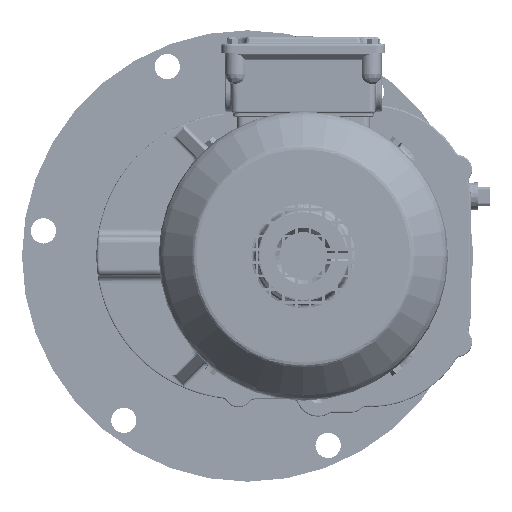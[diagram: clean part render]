
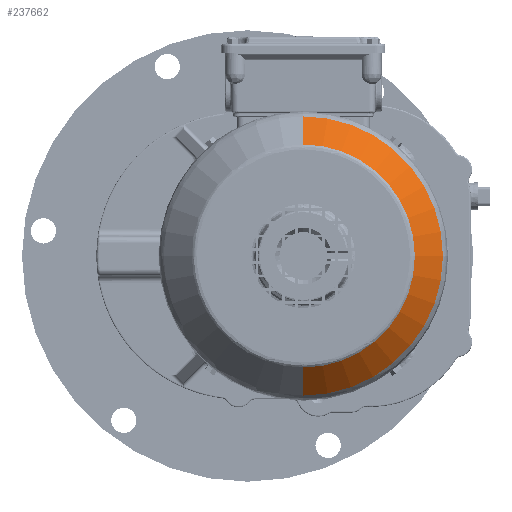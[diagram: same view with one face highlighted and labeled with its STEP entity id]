
A CAD part, left-side view. The second image highlights one B-rep face of the part: STEP entity #237662.
In plain terms, the highlighted conical face has half-angle 42 degrees and reference radius 105.147 mm.
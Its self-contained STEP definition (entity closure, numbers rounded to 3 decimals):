
#2402 = EDGE_CURVE ( 'NONE', #206914, #215948, #326423, .T. ) ;
#20095 = EDGE_CURVE ( 'NONE', #279650, #28426, #90454, .T. ) ;
#22323 = DIRECTION ( 'NONE',  ( 0., 0., -1. ) ) ;
#25636 = DIRECTION ( 'NONE',  ( 1., 0., 0. ) ) ;
#28426 = VERTEX_POINT ( 'NONE', #354093 ) ;
#32853 = CARTESIAN_POINT ( 'NONE',  ( -141.848, 0., 0. ) ) ;
#39161 = CARTESIAN_POINT ( 'NONE',  ( -141.848, 0., 0. ) ) ;
#46511 = ORIENTED_EDGE ( 'NONE', *, *, #299490, .F. ) ;
#53069 = CARTESIAN_POINT ( 'NONE',  ( -165.346, 0., 0. ) ) ;
#55490 = DIRECTION ( 'NONE',  ( 1., 0., 0. ) ) ;
#57753 = DIRECTION ( 'NONE',  ( 0., 1., 0. ) ) ;
#66789 = EDGE_CURVE ( 'NONE', #28426, #291648, #331602, .T. ) ;
#85230 = LINE ( 'NONE', #351100, #472226 ) ;
#90454 = CIRCLE ( 'NONE', #332185, 83.99 ) ;
#92019 = CARTESIAN_POINT ( 'NONE',  ( -141.848, 0., 0. ) ) ;
#100541 = DIRECTION ( 'NONE',  ( 1., 0., 0. ) ) ;
#108056 = ORIENTED_EDGE ( 'NONE', *, *, #230442, .T. ) ;
#117264 = CARTESIAN_POINT ( 'NONE',  ( -165.346, 0., 83.99 ) ) ;
#153896 = DIRECTION ( 'NONE',  ( 1., 0., 0. ) ) ;
#172762 = CARTESIAN_POINT ( 'NONE',  ( -165.346, 0., -83.99 ) ) ;
#190425 = LINE ( 'NONE', #449056, #306625 ) ;
#204122 = DIRECTION ( 'NONE',  ( 1., 0., 0. ) ) ;
#206914 = VERTEX_POINT ( 'NONE', #246093 ) ;
#215948 = VERTEX_POINT ( 'NONE', #481950 ) ;
#218421 = DIRECTION ( 'NONE',  ( 0., 1., 0. ) ) ;
#225955 = EDGE_LOOP ( 'NONE', ( #327922, #391831, #325715, #108056, #427345, #46511 ) ) ;
#230442 = EDGE_CURVE ( 'NONE', #291648, #215948, #85230, .T. ) ;
#237662 = ADVANCED_FACE ( 'NONE', ( #453885 ), #479363, .T. ) ;
#240694 = AXIS2_PLACEMENT_3D ( 'NONE', #92019, #204122, #57753 ) ;
#246093 = CARTESIAN_POINT ( 'NONE',  ( -141.848, -105.147, 0. ) ) ;
#256416 = DIRECTION ( 'NONE',  ( 0.743, 0., 0.669 ) ) ;
#268967 = AXIS2_PLACEMENT_3D ( 'NONE', #39161, #153896, #295494 ) ;
#279650 = VERTEX_POINT ( 'NONE', #117264 ) ;
#279936 = DIRECTION ( 'NONE',  ( 0., 0., -1. ) ) ;
#291648 = VERTEX_POINT ( 'NONE', #172762 ) ;
#293099 = CARTESIAN_POINT ( 'NONE',  ( -165.346, 0., 0. ) ) ;
#293203 = CIRCLE ( 'NONE', #448860, 105.147 ) ;
#295494 = DIRECTION ( 'NONE',  ( 0., 0., -1. ) ) ;
#297326 = VERTEX_POINT ( 'NONE', #397797 ) ;
#299490 = EDGE_CURVE ( 'NONE', #297326, #206914, #293203, .T. ) ;
#306625 = VECTOR ( 'NONE', #256416, 1000. ) ;
#323896 = AXIS2_PLACEMENT_3D ( 'NONE', #53069, #55490, #279936 ) ;
#325715 = ORIENTED_EDGE ( 'NONE', *, *, #66789, .T. ) ;
#326423 = CIRCLE ( 'NONE', #240694, 105.147 ) ;
#327922 = ORIENTED_EDGE ( 'NONE', *, *, #329745, .F. ) ;
#329745 = EDGE_CURVE ( 'NONE', #279650, #297326, #190425, .T. ) ;
#331602 = CIRCLE ( 'NONE', #323896, 83.99 ) ;
#332185 = AXIS2_PLACEMENT_3D ( 'NONE', #293099, #100541, #22323 ) ;
#351100 = CARTESIAN_POINT ( 'NONE',  ( -141.848, 0., -105.147 ) ) ;
#354093 = CARTESIAN_POINT ( 'NONE',  ( -165.346, -83.99, 0. ) ) ;
#391831 = ORIENTED_EDGE ( 'NONE', *, *, #20095, .T. ) ;
#397797 = CARTESIAN_POINT ( 'NONE',  ( -141.848, 0., 105.147 ) ) ;
#427345 = ORIENTED_EDGE ( 'NONE', *, *, #2402, .F. ) ;
#448860 = AXIS2_PLACEMENT_3D ( 'NONE', #32853, #25636, #218421 ) ;
#449056 = CARTESIAN_POINT ( 'NONE',  ( -141.848, 0., 105.147 ) ) ;
#453885 = FACE_OUTER_BOUND ( 'NONE', #225955, .T. ) ;
#458414 = DIRECTION ( 'NONE',  ( 0.743, 0., -0.669 ) ) ;
#472226 = VECTOR ( 'NONE', #458414, 1000. ) ;
#479363 = CONICAL_SURFACE ( 'NONE', #268967, 105.147, 0.733 ) ;
#481950 = CARTESIAN_POINT ( 'NONE',  ( -141.848, 0., -105.147 ) ) ;
